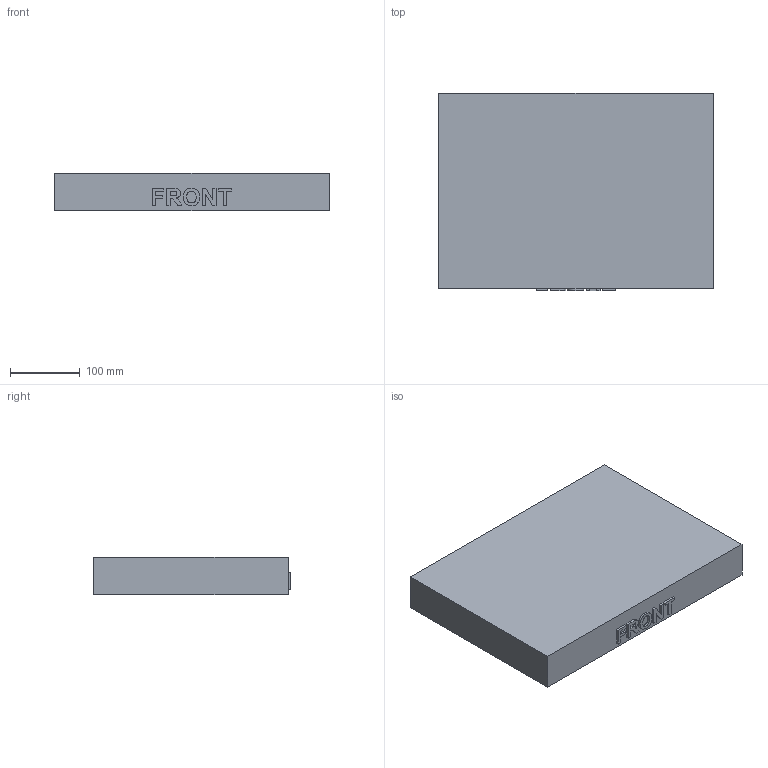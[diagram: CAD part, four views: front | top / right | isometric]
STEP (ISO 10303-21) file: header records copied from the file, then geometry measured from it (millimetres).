
FILE_DESCRIPTION( ( 'Unknown' ), '1' );
FILE_NAME( '2200-lid_internal_tub.stp', 'Unknown', ( 'Unknown' ), ( 'Unknown' ), 'PSStep 10.1', 'Unknown', ' ' );
FILE_SCHEMA( ( 'AUTOMOTIVE_DESIGN { 1 0 10303 214 1 1 1 1 }' ) );
Length unit declared in the file: millimetre
Products named in the file (1): 1
Bounding box: 393.7 x 282.57 x 53.98 mm (x, y, z)
Volume: 1038874.3 mm3; surface area: 349030.6 mm2
Topology: 1 solids, 1 shells, 221 faces, 537 edges, 314 vertices
Faces by surface type: bspline 80, plane 79, cylinder 56, extrusion 6
Entity records: 9037 total; most frequent: CARTESIAN_POINT 4764, ORIENTED_EDGE 1046, DIRECTION 615, EDGE_CURVE 523, VERTEX_POINT 314, B_SPLINE_CURVE_WITH_KNOTS 276, EDGE_LOOP 231, FACE_OUTER_BOUND 223
